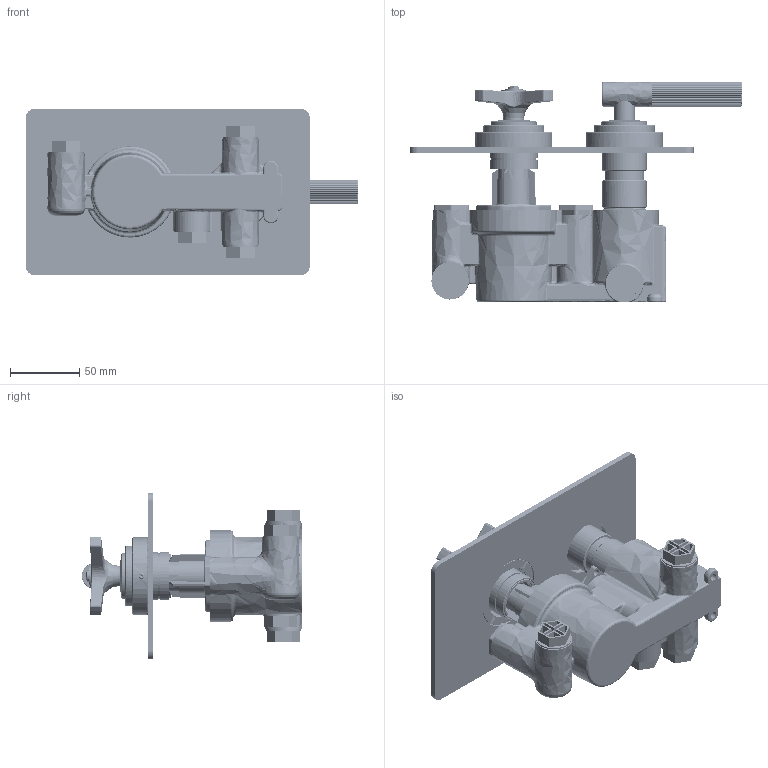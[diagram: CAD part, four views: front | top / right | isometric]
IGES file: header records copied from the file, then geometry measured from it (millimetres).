
Global section: file name: V711-TLX; native system: Autodesk Inventor 2023; preprocessor: unknown; author: adaniels; date: 20230224.095231; units: millimetre
Bounding box: 240 x 159.5 x 120 mm (x, y, z)
Volume: 554514.1 mm3; surface area: 330953.5 mm2
Topology: 68 solids, 73 shells, 3461 faces, 9372 edges, 6212 vertices
Faces by surface type: bspline 3461
